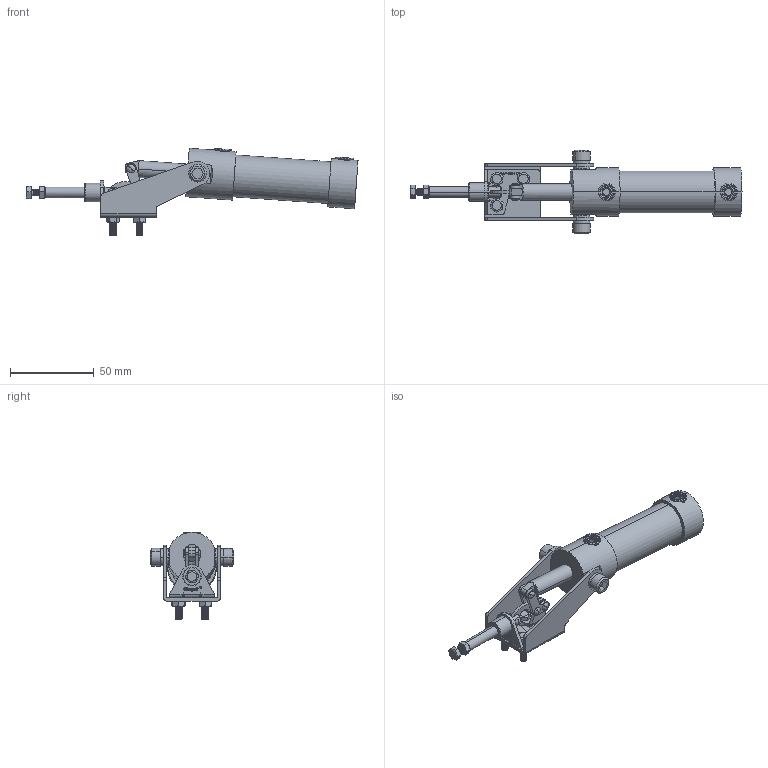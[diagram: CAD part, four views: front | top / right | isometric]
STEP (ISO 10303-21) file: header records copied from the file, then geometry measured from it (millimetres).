
FILE_DESCRIPTION (( 'STEP AP203' ), '1' );
FILE_NAME ('CH-36301-A.STEP', '2017-12-07T11:45:55', ( 'Windows' ), ( 'Microsoft' ), 'SwSTEP 2.0', 'SolidWorks 2015', '' );
FILE_SCHEMA (( 'CONFIG_CONTROL_DESIGN' ));
Length unit declared in the file: millimetre
Products named in the file (18): 錨璃1; CH-36301-A-05; CH-301-AM-01 BASE; CH-36301-A; CH-36301-A-06; CH-301-AM-02 CREST STALK; CH-36301-A-04; CH-301-AM-05 LEAD SET; CH-36301-A-02; CH-301-AM-04 CONNECTING-PLATE; CH-36301-A-03; CH-301-07; CH-36301-03; M4 Nut; M6X10; CH-SA-042007 SPINDLE SUPPLIED; M4X15; CH-36301-A-01
Assembly tree (31 placements, depth 2):
  CH-36301-A
    CH-301-AM-01 BASE
    CH-301-AM-02 CREST STALK
    CH-301-AM-05 LEAD SET
    CH-301-AM-04 CONNECTING-PLATE
    CH-301-07
    M4 Nut  x4
    CH-SA-042007 SPINDLE SUPPLIED
    CH-36301-A-01
    CH-36301-A-05
    CH-36301-A-06  x3
    CH-36301-A-04  x4
    CH-36301-A-02  x2
    CH-36301-A-03
    CH-36301-03  x2
    M6X10  x2
    M4X15  x3
    錨璃1  x2
Bounding box: 198.22 x 49.89 x 52.16 mm (x, y, z)
Volume: 68279.2 mm3; surface area: 35882.1 mm2
Topology: 31 solids, 31 shells, 1248 faces, 3299 edges, 2148 vertices
Faces by surface type: cylinder 522, plane 373, bspline 210, cone 91, torus 52
Entity records: 48757 total; most frequent: CARTESIAN_POINT 26131, ORIENTED_EDGE 4868, DIRECTION 3381, EDGE_CURVE 2434, VERTEX_POINT 1599, LINE 1159, VECTOR 1159, AXIS2_PLACEMENT_3D 1111
